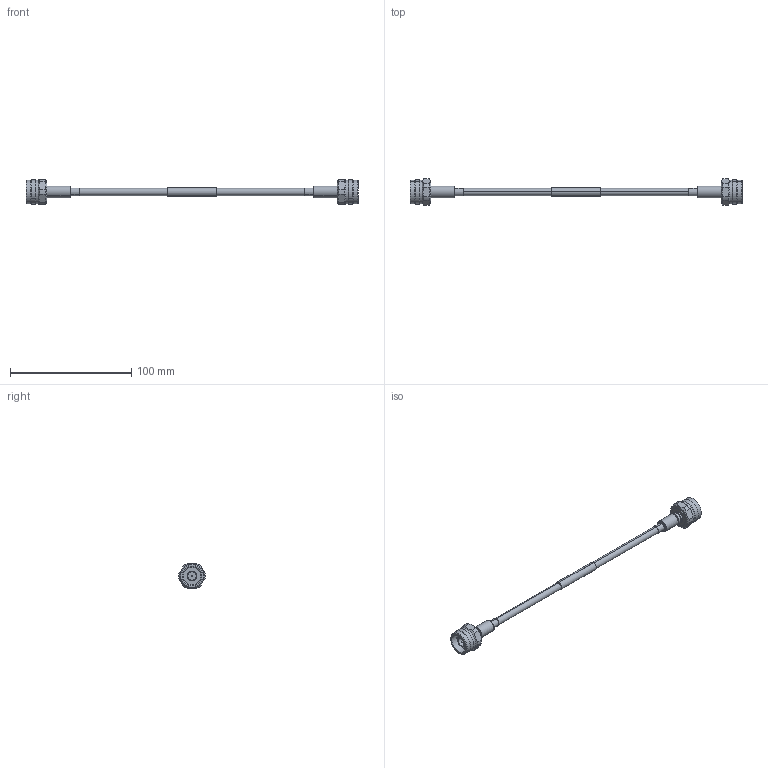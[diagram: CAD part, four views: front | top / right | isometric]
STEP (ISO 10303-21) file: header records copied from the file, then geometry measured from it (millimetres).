
FILE_DESCRIPTION (( 'STEP AP214' ), '1' );
FILE_NAME ('FMC01079_3D.step', '2023-02-23T03:21:27', ( '' ), ( '' ), 'SwSTEP 2.0', 'SolidWorks 2022', '' );
FILE_SCHEMA (( 'AUTOMOTIVE_DESIGN' ));
Length unit declared in the file: inch
Products named in the file (7): heat shrink^FMC01079_conn 1; TC-240-NMH-X_ferrule; FMC01079_3D; LMR-240^FMC01079; TC-240-NMH-X_c-contact; TC-240-NMH-X; TC-240-NMH-X_body
Assembly tree (8 placements, depth 3):
  FMC01079_3D
    LMR-240^FMC01079
    TC-240-NMH-X  x2
      TC-240-NMH-X_body
      TC-240-NMH-X_c-contact
      TC-240-NMH-X_ferrule
    heat shrink^FMC01079_conn 1  x2
Bounding box: 274.03 x 21.98 x 20.54 mm (x, y, z)
Volume: 14949.7 mm3; surface area: 17002.4 mm2
Topology: 10 solids, 10 shells, 332 faces, 702 edges, 402 vertices
Faces by surface type: cylinder 130, cone 124, plane 54, torus 24
Entity records: 5083 total; most frequent: CARTESIAN_POINT 910, DIRECTION 896, ORIENTED_EDGE 708, AXIS2_PLACEMENT_3D 379, EDGE_CURVE 354, VERTEX_POINT 207, CIRCLE 196, EDGE_LOOP 191
